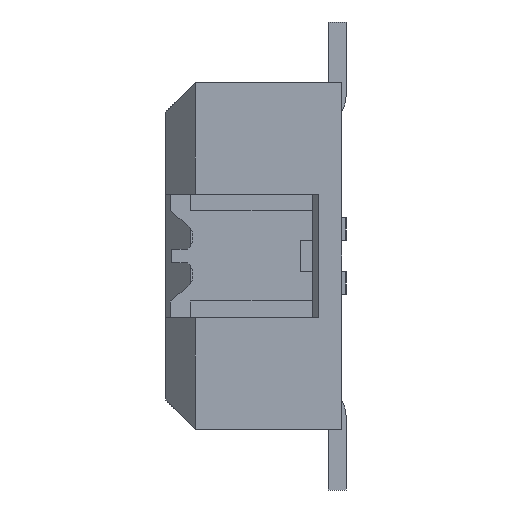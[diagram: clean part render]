
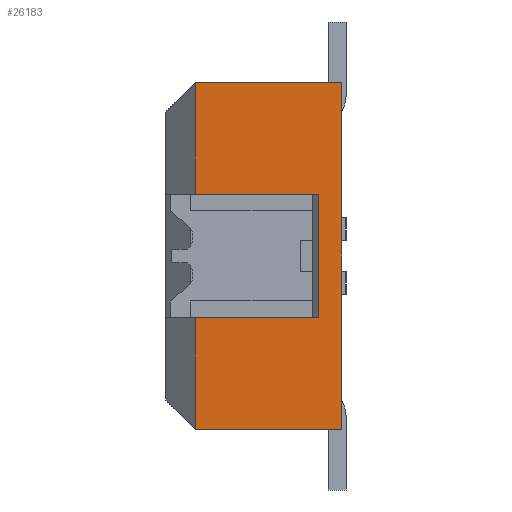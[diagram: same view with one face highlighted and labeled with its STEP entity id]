
A CAD part, left-side view. The second image highlights one B-rep face of the part: STEP entity #26183.
In plain terms, the highlighted planar face has unit normal (-1, 0, 0).
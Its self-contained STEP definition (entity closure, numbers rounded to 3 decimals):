
#127 = VERTEX_POINT('',#128);
#128 = CARTESIAN_POINT('',(-3.13,0.,-0.77));
#134 = EDGE_CURVE('',#127,#135,#137,.T.);
#135 = VERTEX_POINT('',#136);
#136 = CARTESIAN_POINT('',(-3.13,0.,0.77));
#137 = LINE('',#138,#139);
#138 = CARTESIAN_POINT('',(-3.13,0.,-0.77));
#139 = VECTOR('',#140,1.);
#140 = DIRECTION('',(0.,0.,1.));
#26120 = VERTEX_POINT('',#26121);
#26121 = CARTESIAN_POINT('',(-3.13,0.1,0.275));
#26127 = EDGE_CURVE('',#26120,#26128,#26130,.T.);
#26128 = VERTEX_POINT('',#26129);
#26129 = CARTESIAN_POINT('',(-3.13,0.1,-0.275));
#26130 = LINE('',#26131,#26132);
#26131 = CARTESIAN_POINT('',(-3.13,0.1,0.275));
#26132 = VECTOR('',#26133,1.);
#26133 = DIRECTION('',(0.,0.,-1.));
#26149 = EDGE_CURVE('',#26150,#26120,#26152,.T.);
#26150 = VERTEX_POINT('',#26151);
#26151 = CARTESIAN_POINT('',(-3.13,0.65,0.275));
#26152 = LINE('',#26153,#26154);
#26153 = CARTESIAN_POINT('',(-3.13,0.65,0.275));
#26154 = VECTOR('',#26155,1.);
#26155 = DIRECTION('',(0.,-1.,0.));
#26183 = ADVANCED_FACE('',(#26184),#26225,.T.);
#26184 = FACE_BOUND('',#26185,.F.);
#26185 = EDGE_LOOP('',(#26186,#26187,#26188,#26196,#26202,#26203,#26211,
    #26219));
#26186 = ORIENTED_EDGE('',*,*,#26127,.F.);
#26187 = ORIENTED_EDGE('',*,*,#26149,.F.);
#26188 = ORIENTED_EDGE('',*,*,#26189,.T.);
#26189 = EDGE_CURVE('',#26150,#26190,#26192,.T.);
#26190 = VERTEX_POINT('',#26191);
#26191 = CARTESIAN_POINT('',(-3.13,0.65,0.77));
#26192 = LINE('',#26193,#26194);
#26193 = CARTESIAN_POINT('',(-3.13,0.65,0.275));
#26194 = VECTOR('',#26195,1.);
#26195 = DIRECTION('',(0.,0.,1.));
#26196 = ORIENTED_EDGE('',*,*,#26197,.T.);
#26197 = EDGE_CURVE('',#26190,#135,#26198,.T.);
#26198 = LINE('',#26199,#26200);
#26199 = CARTESIAN_POINT('',(-3.13,0.65,0.77));
#26200 = VECTOR('',#26201,1.);
#26201 = DIRECTION('',(0.,-1.,0.));
#26202 = ORIENTED_EDGE('',*,*,#134,.F.);
#26203 = ORIENTED_EDGE('',*,*,#26204,.T.);
#26204 = EDGE_CURVE('',#127,#26205,#26207,.T.);
#26205 = VERTEX_POINT('',#26206);
#26206 = CARTESIAN_POINT('',(-3.13,0.65,-0.77));
#26207 = LINE('',#26208,#26209);
#26208 = CARTESIAN_POINT('',(-3.13,0.,-0.77));
#26209 = VECTOR('',#26210,1.);
#26210 = DIRECTION('',(0.,1.,0.));
#26211 = ORIENTED_EDGE('',*,*,#26212,.T.);
#26212 = EDGE_CURVE('',#26205,#26213,#26215,.T.);
#26213 = VERTEX_POINT('',#26214);
#26214 = CARTESIAN_POINT('',(-3.13,0.65,-0.275));
#26215 = LINE('',#26216,#26217);
#26216 = CARTESIAN_POINT('',(-3.13,0.65,-0.77));
#26217 = VECTOR('',#26218,1.);
#26218 = DIRECTION('',(0.,0.,1.));
#26219 = ORIENTED_EDGE('',*,*,#26220,.F.);
#26220 = EDGE_CURVE('',#26128,#26213,#26221,.T.);
#26221 = LINE('',#26222,#26223);
#26222 = CARTESIAN_POINT('',(-3.13,0.1,-0.275));
#26223 = VECTOR('',#26224,1.);
#26224 = DIRECTION('',(0.,1.,0.));
#26225 = PLANE('',#26226);
#26226 = AXIS2_PLACEMENT_3D('',#26227,#26228,#26229);
#26227 = CARTESIAN_POINT('',(-3.13,0.,0.77));
#26228 = DIRECTION('',(-1.,0.,0.));
#26229 = DIRECTION('',(0.,0.,-1.));
